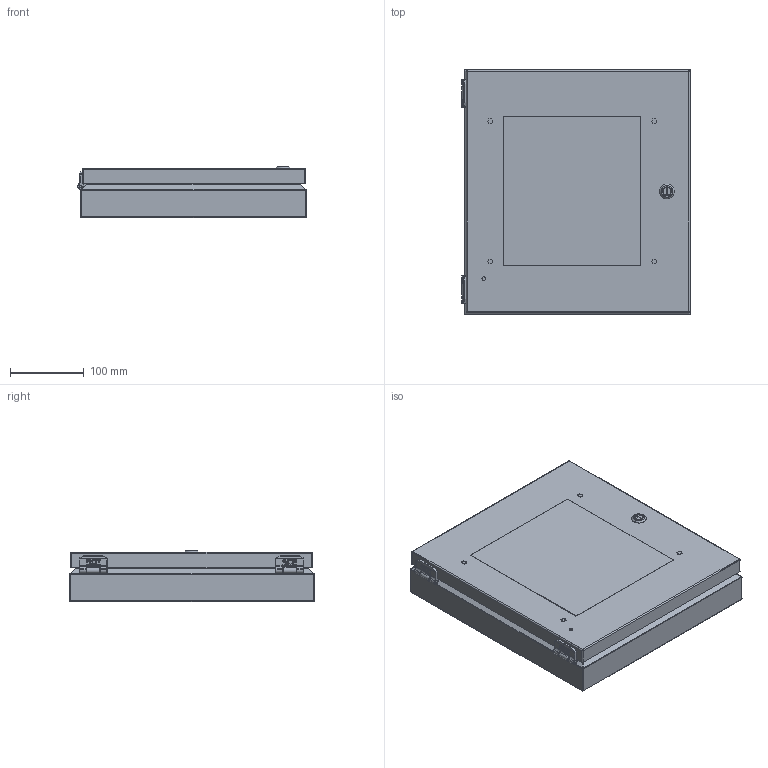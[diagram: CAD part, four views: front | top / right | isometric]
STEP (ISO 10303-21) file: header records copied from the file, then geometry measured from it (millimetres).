
FILE_DESCRIPTION (( 'STEP AP214' ), '1' );
FILE_NAME ('SCE-HWK1312.STEP', '2022-07-26T18:42:27', ( '' ), ( '' ), 'SwSTEP 2.0', 'SolidWorks 2021', '' );
FILE_SCHEMA (( 'AUTOMOTIVE_DESIGN' ));
Length unit declared in the file: inch
Products named in the file (1): SCE-HWK1312
Bounding box: 310.4 x 331.72 x 69.41 mm (x, y, z)
Volume: 648734.6 mm3; surface area: 559023.3 mm2
Topology: 33 solids, 34 shells, 1957 faces, 4735 edges, 2842 vertices
Faces by surface type: bspline 668, cylinder 597, plane 548, torus 90, sphere 28, cone 26
Full cylindrical faces by diameter (mm): 0.508 x2, 2.54 x2, 3.505 x8, 3.962 x6, 4.013 x6, 4.318 x4, 4.572 x2, 4.826 x1, 4.981 x1, 5.08 x1, 5.385 x4, 5.537 x4, 6.058 x1, 6.463 x1, 6.604 x2, 6.655 x4, 6.824 x1, 7.167 x1, 7.874 x1, 8.28 x1, 8.89 x1, 10.922 x1, 11.684 x1, 12.065 x1, 12.17 x4, 16.002 x1, 20.018 x1
Entity records: 106211 total; most frequent: CARTESIAN_POINT 68821, ORIENTED_EDGE 9084, DIRECTION 5109, EDGE_CURVE 4542, VERTEX_POINT 2807, B_SPLINE_CURVE_WITH_KNOTS 2436, EDGE_LOOP 2163, FACE_OUTER_BOUND 2046
